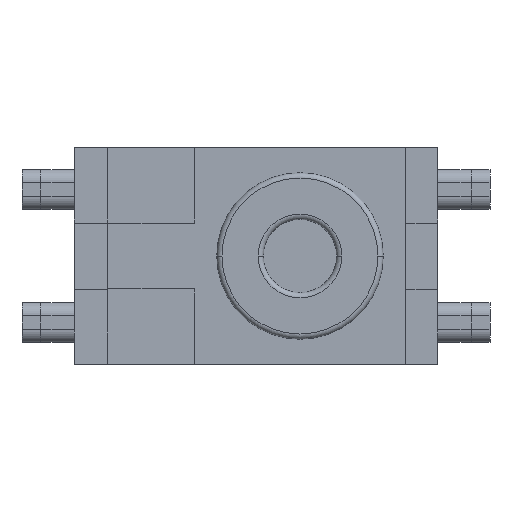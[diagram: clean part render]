
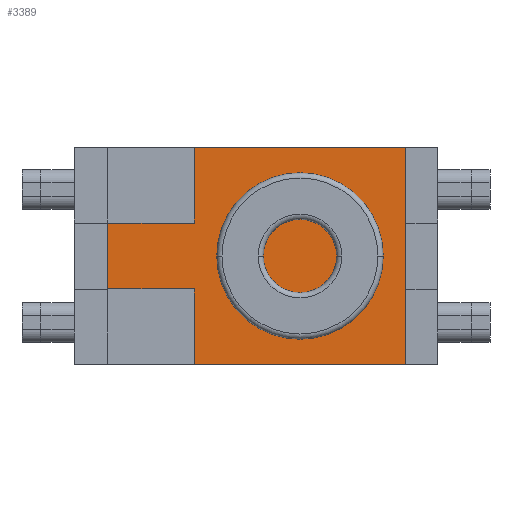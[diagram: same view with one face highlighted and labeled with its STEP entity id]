
A CAD part, front view. The second image highlights one B-rep face of the part: STEP entity #3389.
In plain terms, the highlighted planar face has unit normal (0, -1, 0).
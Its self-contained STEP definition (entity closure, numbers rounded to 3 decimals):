
#91 = CARTESIAN_POINT ( 'NONE',  ( 0., -0.34, -3.29 ) ) ;
#95 = VERTEX_POINT ( 'NONE', #2834 ) ;
#122 = LINE ( 'NONE', #390, #203 ) ;
#132 = VECTOR ( 'NONE', #2855, 1000. ) ;
#203 = VECTOR ( 'NONE', #2270, 1000. ) ;
#207 = CARTESIAN_POINT ( 'NONE',  ( 1.44, -0.34, -1.64 ) ) ;
#211 = VERTEX_POINT ( 'NONE', #3444 ) ;
#245 = CARTESIAN_POINT ( 'NONE',  ( 0., -0.34, -3.29 ) ) ;
#276 = EDGE_CURVE ( 'NONE', #1081, #1121, #2634, .T. ) ;
#302 = VERTEX_POINT ( 'NONE', #1687 ) ;
#310 = CARTESIAN_POINT ( 'NONE',  ( 1.44, -0.34, -3.29 ) ) ;
#352 = CARTESIAN_POINT ( 'NONE',  ( 2.7, -0.34, -1.64 ) ) ;
#353 = PLANE ( 'NONE',  #1168 ) ;
#356 = VERTEX_POINT ( 'NONE', #310 ) ;
#360 = FACE_OUTER_BOUND ( 'NONE', #3309, .T. ) ;
#366 = VECTOR ( 'NONE', #3053, 1000. ) ;
#390 = CARTESIAN_POINT ( 'NONE',  ( 4.14, -0.34, -1.64 ) ) ;
#422 = CARTESIAN_POINT ( 'NONE',  ( 4.14, -0.34, -3.29 ) ) ;
#671 = ORIENTED_EDGE ( 'NONE', *, *, #1289, .F. ) ;
#724 = ORIENTED_EDGE ( 'NONE', *, *, #2548, .T. ) ;
#821 = LINE ( 'NONE', #1179, #366 ) ;
#914 = LINE ( 'NONE', #2958, #3057 ) ;
#984 = ORIENTED_EDGE ( 'NONE', *, *, #3145, .F. ) ;
#1081 = VERTEX_POINT ( 'NONE', #3447 ) ;
#1121 = VERTEX_POINT ( 'NONE', #422 ) ;
#1168 = AXIS2_PLACEMENT_3D ( 'NONE', #2228, #1424, #3297 ) ;
#1174 = ORIENTED_EDGE ( 'NONE', *, *, #2544, .T. ) ;
#1179 = CARTESIAN_POINT ( 'NONE',  ( 0., -0.34, -1.64 ) ) ;
#1240 = EDGE_CURVE ( 'NONE', #211, #1520, #914, .T. ) ;
#1241 = LINE ( 'NONE', #352, #3295 ) ;
#1289 = EDGE_CURVE ( 'NONE', #356, #1520, #1545, .T. ) ;
#1424 = DIRECTION ( 'NONE',  ( 0., -1., 0. ) ) ;
#1520 = VERTEX_POINT ( 'NONE', #207 ) ;
#1527 = ORIENTED_EDGE ( 'NONE', *, *, #1240, .T. ) ;
#1545 = LINE ( 'NONE', #2868, #132 ) ;
#1646 = CARTESIAN_POINT ( 'NONE',  ( 4.14, -0.34, -3.29 ) ) ;
#1665 = LINE ( 'NONE', #1950, #2464 ) ;
#1687 = CARTESIAN_POINT ( 'NONE',  ( 4.14, -0.34, -7.33 ) ) ;
#1748 = DIRECTION ( 'NONE',  ( 1., 0., 0. ) ) ;
#1853 = ORIENTED_EDGE ( 'NONE', *, *, #1938, .T. ) ;
#1938 = EDGE_CURVE ( 'NONE', #95, #302, #1665, .T. ) ;
#1950 = CARTESIAN_POINT ( 'NONE',  ( 0., -0.34, -7.33 ) ) ;
#2002 = ORIENTED_EDGE ( 'NONE', *, *, #276, .F. ) ;
#2083 = ORIENTED_EDGE ( 'NONE', *, *, #2443, .F. ) ;
#2202 = VECTOR ( 'NONE', #3192, 1000. ) ;
#2228 = CARTESIAN_POINT ( 'NONE',  ( 0., -0.34, 0. ) ) ;
#2270 = DIRECTION ( 'NONE',  ( 0., 0., 1. ) ) ;
#2443 = EDGE_CURVE ( 'NONE', #211, #1081, #1241, .T. ) ;
#2464 = VECTOR ( 'NONE', #3407, 1000. ) ;
#2544 = EDGE_CURVE ( 'NONE', #3062, #95, #821, .T. ) ;
#2548 = EDGE_CURVE ( 'NONE', #302, #1121, #122, .T. ) ;
#2634 = LINE ( 'NONE', #1646, #3252 ) ;
#2834 = CARTESIAN_POINT ( 'NONE',  ( 0., -0.34, -7.33 ) ) ;
#2855 = DIRECTION ( 'NONE',  ( 0., 0., 1. ) ) ;
#2868 = CARTESIAN_POINT ( 'NONE',  ( 1.44, -0.34, -1.64 ) ) ;
#2915 = LINE ( 'NONE', #245, #2202 ) ;
#2951 = DIRECTION ( 'NONE',  ( -1., 0., 0. ) ) ;
#2958 = CARTESIAN_POINT ( 'NONE',  ( 0., -0.34, -1.64 ) ) ;
#3019 = DIRECTION ( 'NONE',  ( 0., 0., -1. ) ) ;
#3053 = DIRECTION ( 'NONE',  ( 0., 0., -1. ) ) ;
#3057 = VECTOR ( 'NONE', #2951, 1000. ) ;
#3062 = VERTEX_POINT ( 'NONE', #91 ) ;
#3145 = EDGE_CURVE ( 'NONE', #3062, #356, #2915, .T. ) ;
#3192 = DIRECTION ( 'NONE',  ( 1., 0., 0. ) ) ;
#3252 = VECTOR ( 'NONE', #1748, 1000. ) ;
#3295 = VECTOR ( 'NONE', #3019, 1000. ) ;
#3297 = DIRECTION ( 'NONE',  ( 0., 0., -1. ) ) ;
#3309 = EDGE_LOOP ( 'NONE', ( #2002, #2083, #1527, #671, #984, #1174, #1853, #724 ) ) ;
#3389 = ADVANCED_FACE ( 'NONE', ( #360 ), #353, .T. ) ;
#3407 = DIRECTION ( 'NONE',  ( 1., 0., 0. ) ) ;
#3444 = CARTESIAN_POINT ( 'NONE',  ( 2.7, -0.34, -1.64 ) ) ;
#3447 = CARTESIAN_POINT ( 'NONE',  ( 2.7, -0.34, -3.29 ) ) ;
